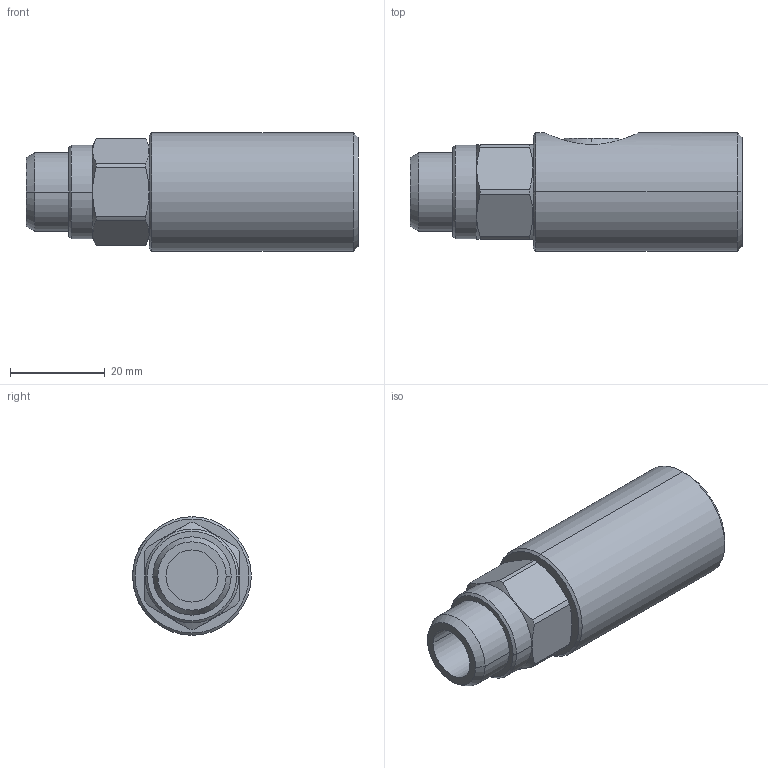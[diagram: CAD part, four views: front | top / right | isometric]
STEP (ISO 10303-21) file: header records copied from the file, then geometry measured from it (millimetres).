
FILE_DESCRIPTION (( 'STEP AP203' ), '1' );
FILE_NAME ('07420003.STEP', '2011-07-29T11:41:06', ( 'SP' ), ( 'sopra-pneumatic' ), 'SwSTEP 2.0', 'SolidWorks 2011', '' );
FILE_SCHEMA (( 'CONFIG_CONTROL_DESIGN' ));
Length unit declared in the file: millimetre
Products named in the file (1): 07420003
Bounding box: 70 x 25 x 25 mm (x, y, z)
Volume: 26419.4 mm3; surface area: 6886.4 mm2
Topology: 1 solids, 1 shells, 96 faces, 235 edges, 151 vertices
Faces by surface type: cone 32, cylinder 27, plane 27, sphere 10
Entity records: 3330 total; most frequent: CARTESIAN_POINT 999, DIRECTION 473, ORIENTED_EDGE 470, EDGE_CURVE 235, AXIS2_PLACEMENT_3D 191, VERTEX_POINT 151, EDGE_LOOP 106, ADVANCED_FACE 96
